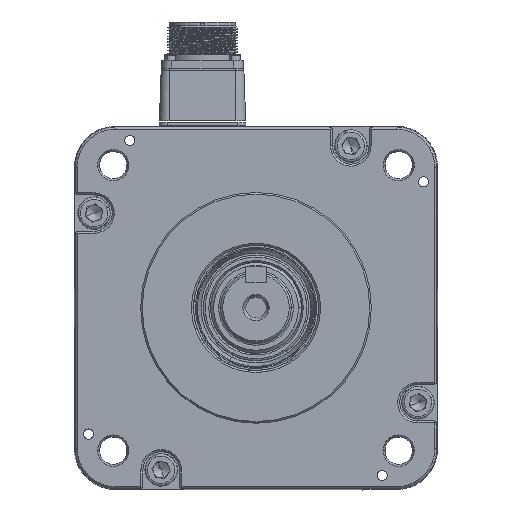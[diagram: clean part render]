
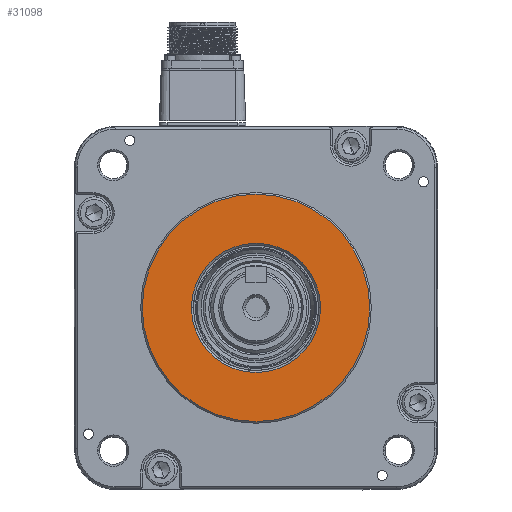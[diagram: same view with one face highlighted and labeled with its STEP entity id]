
A CAD part, top view. The second image highlights one B-rep face of the part: STEP entity #31098.
In plain terms, the highlighted planar face has unit normal (0, 0, 1).
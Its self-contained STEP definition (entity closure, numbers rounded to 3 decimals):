
#478 = FACE_BOUND ( 'NONE', #39732, .T. ) ;
#494 = VERTEX_POINT ( 'NONE', #33810 ) ;
#924 = DIRECTION ( 'NONE',  ( -1., 0., 0. ) ) ;
#1609 = ORIENTED_EDGE ( 'NONE', *, *, #13262, .T. ) ;
#2243 = CARTESIAN_POINT ( 'NONE',  ( -56.35, 0., 79.7 ) ) ;
#3011 = DIRECTION ( 'NONE',  ( -1., 0., 0. ) ) ;
#6640 = CARTESIAN_POINT ( 'NONE',  ( 0., 0., 79.7 ) ) ;
#7951 = ORIENTED_EDGE ( 'NONE', *, *, #58578, .T. ) ;
#8723 = AXIS2_PLACEMENT_3D ( 'NONE', #54103, #59492, #3011 ) ;
#8815 = CIRCLE ( 'NONE', #22339, 32. ) ;
#8981 = DIRECTION ( 'NONE',  ( -1., 0., 0. ) ) ;
#11214 = VERTEX_POINT ( 'NONE', #44757 ) ;
#11630 = VERTEX_POINT ( 'NONE', #2243 ) ;
#13262 = EDGE_CURVE ( 'NONE', #11630, #20224, #46956, .T. ) ;
#13910 = PLANE ( 'NONE',  #58112 ) ;
#15293 = CARTESIAN_POINT ( 'NONE',  ( 0., 0., 79.7 ) ) ;
#18649 = CARTESIAN_POINT ( 'NONE',  ( 0., 57.15, 79.7 ) ) ;
#19521 = EDGE_CURVE ( 'NONE', #20224, #11630, #46182, .T. ) ;
#20224 = VERTEX_POINT ( 'NONE', #33774 ) ;
#22339 = AXIS2_PLACEMENT_3D ( 'NONE', #6640, #58568, #30249 ) ;
#23692 = ORIENTED_EDGE ( 'NONE', *, *, #19521, .T. ) ;
#24454 = DIRECTION ( 'NONE',  ( 0., 0., 1. ) ) ;
#30249 = DIRECTION ( 'NONE',  ( -1., 0., 0. ) ) ;
#31098 = ADVANCED_FACE ( 'NONE', ( #43998, #478 ), #13910, .F. ) ;
#31797 = CIRCLE ( 'NONE', #57070, 32. ) ;
#33774 = CARTESIAN_POINT ( 'NONE',  ( 56.35, 0., 79.7 ) ) ;
#33810 = CARTESIAN_POINT ( 'NONE',  ( -32., 0., 79.7 ) ) ;
#38586 = DIRECTION ( 'NONE',  ( 0., 0., -1. ) ) ;
#39474 = EDGE_CURVE ( 'NONE', #494, #11214, #31797, .T. ) ;
#39732 = EDGE_LOOP ( 'NONE', ( #7951, #47543 ) ) ;
#43998 = FACE_OUTER_BOUND ( 'NONE', #45589, .T. ) ;
#44757 = CARTESIAN_POINT ( 'NONE',  ( 32., 0., 79.7 ) ) ;
#45589 = EDGE_LOOP ( 'NONE', ( #1609, #23692 ) ) ;
#46182 = CIRCLE ( 'NONE', #57007, 56.35 ) ;
#46956 = CIRCLE ( 'NONE', #8723, 56.35 ) ;
#47543 = ORIENTED_EDGE ( 'NONE', *, *, #39474, .T. ) ;
#48254 = DIRECTION ( 'NONE',  ( -1., 0., 0. ) ) ;
#54103 = CARTESIAN_POINT ( 'NONE',  ( 0., 0., 79.7 ) ) ;
#55907 = DIRECTION ( 'NONE',  ( 0., 0., -1. ) ) ;
#56824 = CARTESIAN_POINT ( 'NONE',  ( 0., 0., 79.7 ) ) ;
#57007 = AXIS2_PLACEMENT_3D ( 'NONE', #56824, #24454, #924 ) ;
#57070 = AXIS2_PLACEMENT_3D ( 'NONE', #15293, #38586, #48254 ) ;
#58112 = AXIS2_PLACEMENT_3D ( 'NONE', #18649, #55907, #8981 ) ;
#58568 = DIRECTION ( 'NONE',  ( 0., 0., -1. ) ) ;
#58578 = EDGE_CURVE ( 'NONE', #11214, #494, #8815, .T. ) ;
#59492 = DIRECTION ( 'NONE',  ( 0., 0., 1. ) ) ;
